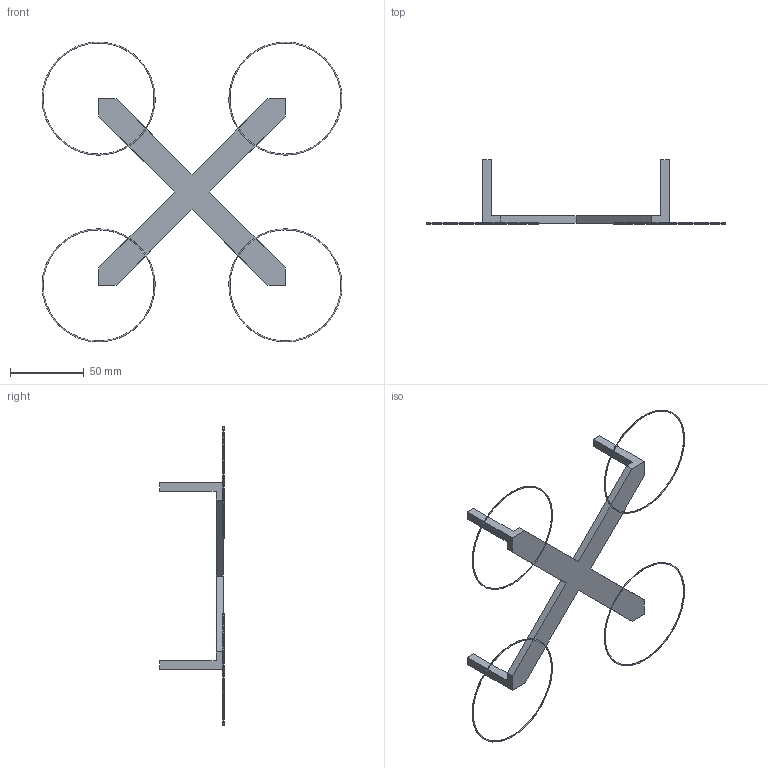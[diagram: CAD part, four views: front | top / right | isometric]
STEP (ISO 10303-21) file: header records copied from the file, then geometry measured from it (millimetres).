
FILE_DESCRIPTION (( 'STEP AP203' ), '1' );
FILE_NAME ('Drone Mk1_Default_sldprt.STEP', '2022-11-11T03:17:35', ( '' ), ( '' ), 'SwSTEP 2.0', 'SolidWorks 2021', '' );
FILE_SCHEMA (( 'CONFIG_CONTROL_DESIGN' ));
Length unit declared in the file: inch
Products named in the file (1): Drone Mk1_Default_sldprt
Bounding box: 203.96 x 43.56 x 203.96 mm (x, y, z)
Volume: 33458.8 mm3; surface area: 20121.6 mm2
Topology: 1 solids, 1 shells, 54 faces, 148 edges, 88 vertices
Faces by surface type: plane 34, torus 20
Entity records: 1835 total; most frequent: CARTESIAN_POINT 363, DIRECTION 298, ORIENTED_EDGE 296, EDGE_CURVE 148, AXIS2_PLACEMENT_3D 103, LINE 92, VECTOR 92, VERTEX_POINT 88
